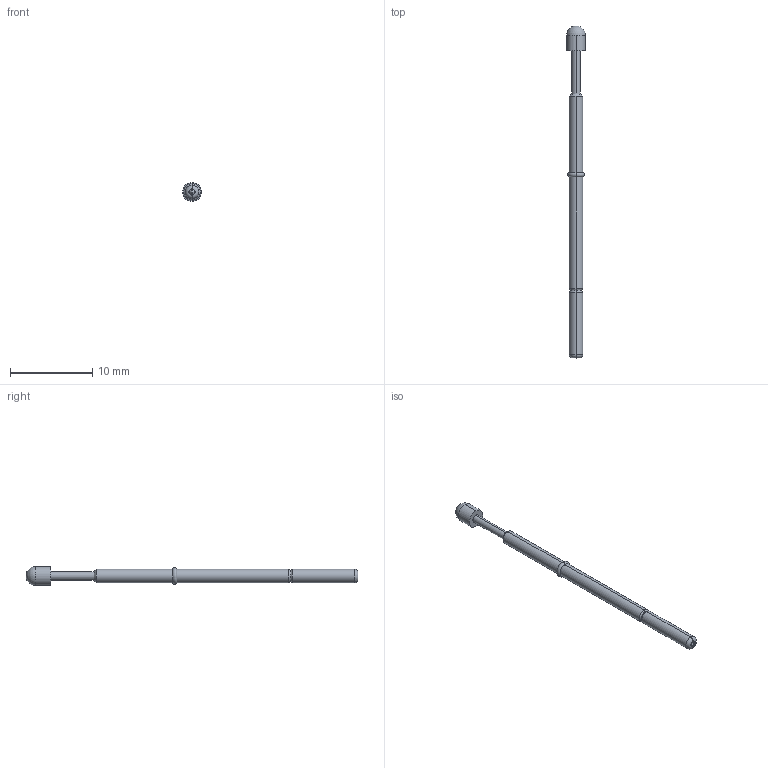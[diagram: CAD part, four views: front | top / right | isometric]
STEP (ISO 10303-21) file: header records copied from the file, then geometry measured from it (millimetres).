
FILE_DESCRIPTION (( 'STEP AP203' ), '1' );
FILE_NAME ('INGUN_GKS-112_305_230_X_xx10_0.STEP', '2019-03-12T11:22:30', ( '' ), ( '' ), 'SwSTEP 2.0', 'SolidWorks 2018', '' );
FILE_SCHEMA (( 'CONFIG_CONTROL_DESIGN' ));
Length unit declared in the file: millimetre
Products named in the file (3): RKO-112_305_230~0; INGUN_GKS-112_305_230_X_xx10_0; RST-112_E10_TG-P~2_#5Standard
Assembly tree (2 placements, depth 2):
  INGUN_GKS-112_305_230_X_xx10_0
    RST-112_E10_TG-P~2_#5Standard
    RKO-112_305_230~0
Bounding box: 2.3 x 40.3 x 2.3 mm (x, y, z)
Volume: 47 mm3; surface area: 380.3 mm2
Topology: 2 solids, 2 shells, 55 faces, 113 edges, 61 vertices
Faces by surface type: torus 24, cylinder 20, cone 6, plane 4, sphere 1
Entity records: 1721 total; most frequent: DIRECTION 310, CARTESIAN_POINT 227, ORIENTED_EDGE 216, AXIS2_PLACEMENT_3D 142, EDGE_CURVE 108, CIRCLE 82, VERTEX_POINT 59, EDGE_LOOP 59
